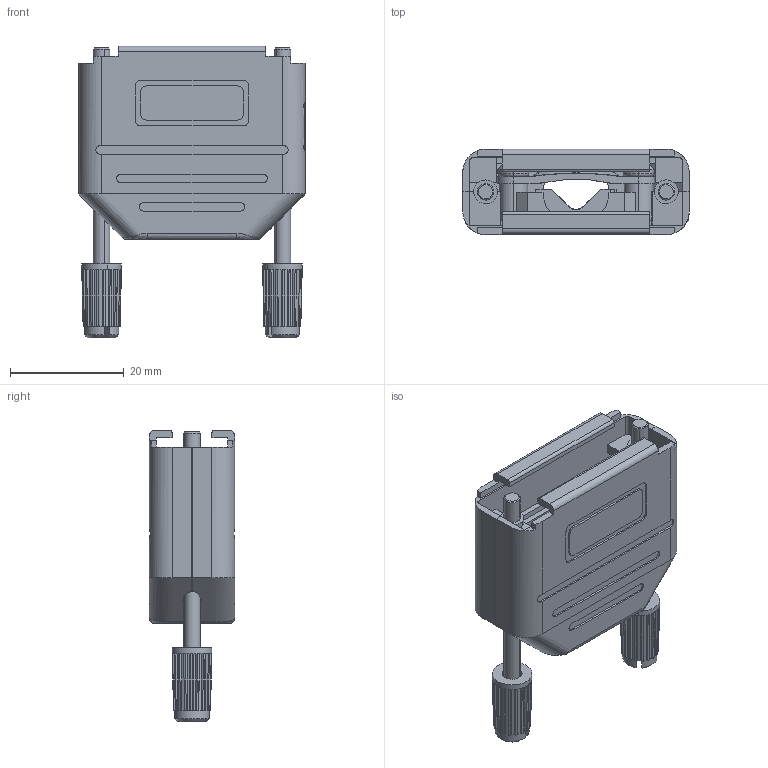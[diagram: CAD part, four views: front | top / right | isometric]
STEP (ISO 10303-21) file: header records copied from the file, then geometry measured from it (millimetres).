
FILE_DESCRIPTION (( 'STEP AP214' ), '1' );
FILE_NAME ('6260-0101-02.STEP', '2022-03-25T09:02:37', ( '' ), ( '' ), 'SwSTEP 2.0', 'SolidWorks 2021', '' );
FILE_SCHEMA (( 'AUTOMOTIVE_DESIGN' ));
Length unit declared in the file: millimetre
Products named in the file (12): Split1[4]; 6718-0101-01; Split1[5]; Split1[3]; 6261-0101-02 assembly part 1; Split1[2]; 6838-0108-01; 6830-0107-01; 6261-0101-02 assembly part 2; Split1[1]; 6260-0101-02; 6855-0109-01
Assembly tree (13 placements, depth 3):
  6260-0101-02
    6261-0101-02 assembly part 1
    6261-0101-02 assembly part 2
      Split1[4]
      Split1[3]
      Split1[2]
      Split1[1]
      Split1[5]
    6718-0101-01  x2
    6838-0108-01
    6855-0109-01  x2
    6830-0107-01
Bounding box: 39.8 x 15 x 51.3 mm (x, y, z)
Volume: 7564.2 mm3; surface area: 11772.1 mm2
Topology: 14 solids, 14 shells, 735 faces, 1916 edges, 1221 vertices
Faces by surface type: plane 490, cylinder 138, cone 72, bspline 18, torus 13, sphere 4
Entity records: 19701 total; most frequent: CARTESIAN_POINT 5169, ORIENTED_EDGE 3008, DIRECTION 2844, EDGE_CURVE 1504, VERTEX_POINT 971, LINE 970, VECTOR 970, AXIS2_PLACEMENT_3D 937
